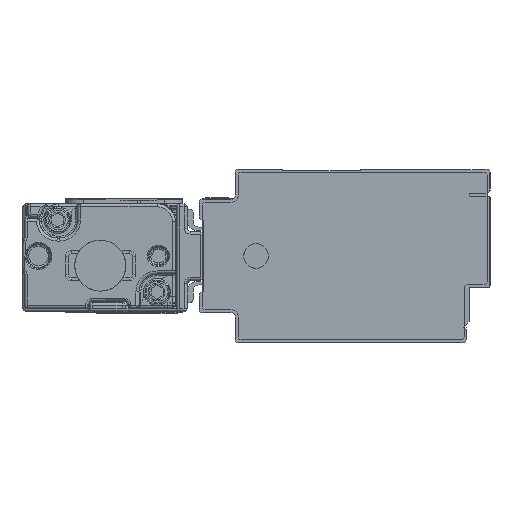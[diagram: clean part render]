
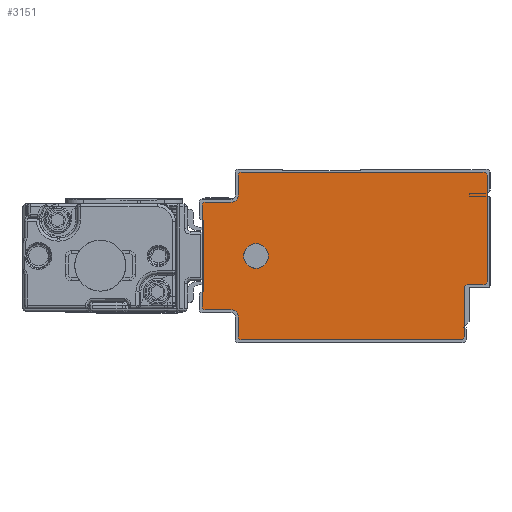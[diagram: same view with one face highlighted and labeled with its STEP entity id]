
A CAD part, left-side view. The second image highlights one B-rep face of the part: STEP entity #3151.
In plain terms, the highlighted planar face has unit normal (-1, 0, 0).
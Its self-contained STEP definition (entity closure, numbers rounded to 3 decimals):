
#1479=AXIS2_PLACEMENT_3D('Circle Axis2P3D',#1477,#1478,$) ;
#1517=AXIS2_PLACEMENT_3D('Circle Axis2P3D',#1515,#1516,$) ;
#1555=AXIS2_PLACEMENT_3D('Circle Axis2P3D',#1553,#1554,$) ;
#1593=AXIS2_PLACEMENT_3D('Circle Axis2P3D',#1591,#1592,$) ;
#3034=AXIS2_PLACEMENT_3D('Plane Axis2P3D',#3031,#3032,#3033) ;
#3038=AXIS2_PLACEMENT_3D('Circle Axis2P3D',#3036,#3037,$) ;
#3052=AXIS2_PLACEMENT_3D('Circle Axis2P3D',#3050,#3051,$) ;
#3066=AXIS2_PLACEMENT_3D('Circle Axis2P3D',#3064,#3065,$) ;
#3080=AXIS2_PLACEMENT_3D('Circle Axis2P3D',#3078,#3079,$) ;
#3094=AXIS2_PLACEMENT_3D('Circle Axis2P3D',#3092,#3093,$) ;
#3108=AXIS2_PLACEMENT_3D('Circle Axis2P3D',#3106,#3107,$) ;
#3135=AXIS2_PLACEMENT_3D('Circle Axis2P3D',#3133,#3134,$) ;
#3144=AXIS2_PLACEMENT_3D('Circle Axis2P3D',#3142,#3143,$) ;
#1435=CARTESIAN_POINT('Line Origine',(-975.5,44.,14.5)) ;
#1439=CARTESIAN_POINT('Vertex',(-975.5,44.,6.)) ;
#1441=CARTESIAN_POINT('Vertex',(-975.5,44.,23.)) ;
#1477=CARTESIAN_POINT('Axis2P3D Location',(-975.5,43.5,23.)) ;
#1481=CARTESIAN_POINT('Vertex',(-975.5,43.5,23.5)) ;
#1496=CARTESIAN_POINT('Line Origine',(-975.5,41.25,23.5)) ;
#1500=CARTESIAN_POINT('Vertex',(-975.5,39.,23.5)) ;
#1515=CARTESIAN_POINT('Axis2P3D Location',(-975.5,39.,24.5)) ;
#1519=CARTESIAN_POINT('Vertex',(-975.5,38.,24.5)) ;
#1534=CARTESIAN_POINT('Line Origine',(-975.5,38.,26.25)) ;
#1538=CARTESIAN_POINT('Vertex',(-975.5,38.,28.)) ;
#1553=CARTESIAN_POINT('Axis2P3D Location',(-975.5,37.5,28.)) ;
#1557=CARTESIAN_POINT('Vertex',(-975.5,37.5,28.5)) ;
#1572=CARTESIAN_POINT('Line Origine',(-975.5,17.25,28.5)) ;
#1576=CARTESIAN_POINT('Vertex',(-975.5,-3.,28.5)) ;
#1591=CARTESIAN_POINT('Axis2P3D Location',(-975.5,-3.,28.)) ;
#1595=CARTESIAN_POINT('Vertex',(-975.5,-3.5,28.)) ;
#1610=CARTESIAN_POINT('Line Origine',(-975.5,-3.5,19.1)) ;
#1614=CARTESIAN_POINT('Vertex',(-975.5,-3.5,10.2)) ;
#3031=CARTESIAN_POINT('Axis2P3D Location',(-975.5,0.,0.)) ;
#3036=CARTESIAN_POINT('Axis2P3D Location',(-975.5,43.5,6.)) ;
#3040=CARTESIAN_POINT('Vertex',(-975.5,43.5,5.5)) ;
#3043=CARTESIAN_POINT('Line Origine',(-975.5,41.25,5.5)) ;
#3047=CARTESIAN_POINT('Vertex',(-975.5,39.,5.5)) ;
#3050=CARTESIAN_POINT('Axis2P3D Location',(-975.5,39.,4.5)) ;
#3054=CARTESIAN_POINT('Vertex',(-975.5,38.,4.5)) ;
#3057=CARTESIAN_POINT('Line Origine',(-975.5,38.,2.75)) ;
#3061=CARTESIAN_POINT('Vertex',(-975.5,38.,1.)) ;
#3064=CARTESIAN_POINT('Axis2P3D Location',(-975.5,37.5,1.)) ;
#3068=CARTESIAN_POINT('Vertex',(-975.5,37.5,0.5)) ;
#3071=CARTESIAN_POINT('Line Origine',(-975.5,19.15,0.5)) ;
#3075=CARTESIAN_POINT('Vertex',(-975.5,0.8,0.5)) ;
#3078=CARTESIAN_POINT('Axis2P3D Location',(-975.5,0.8,1.)) ;
#3082=CARTESIAN_POINT('Vertex',(-975.5,0.3,1.)) ;
#3085=CARTESIAN_POINT('Line Origine',(-975.5,0.3,5.1)) ;
#3089=CARTESIAN_POINT('Vertex',(-975.5,0.3,9.2)) ;
#3092=CARTESIAN_POINT('Axis2P3D Location',(-975.5,-0.2,9.2)) ;
#3096=CARTESIAN_POINT('Vertex',(-975.5,-0.2,9.7)) ;
#3099=CARTESIAN_POINT('Line Origine',(-975.5,-1.6,9.7)) ;
#3103=CARTESIAN_POINT('Vertex',(-975.5,-3.,9.7)) ;
#3106=CARTESIAN_POINT('Axis2P3D Location',(-975.5,-3.,10.2)) ;
#3133=CARTESIAN_POINT('Axis2P3D Location',(-975.5,35.,14.5)) ;
#3137=CARTESIAN_POINT('Vertex',(-975.5,33.186,13.509)) ;
#3139=CARTESIAN_POINT('Vertex',(-975.5,36.814,15.491)) ;
#3142=CARTESIAN_POINT('Axis2P3D Location',(-975.5,35.,14.5)) ;
#1436=DIRECTION('Vector Direction',(0.,0.,1.)) ;
#1478=DIRECTION('Axis2P3D Direction',(1.,0.,0.)) ;
#1497=DIRECTION('Vector Direction',(0.,1.,0.)) ;
#1516=DIRECTION('Axis2P3D Direction',(1.,0.,0.)) ;
#1535=DIRECTION('Vector Direction',(0.,0.,1.)) ;
#1554=DIRECTION('Axis2P3D Direction',(1.,0.,0.)) ;
#1573=DIRECTION('Vector Direction',(0.,1.,0.)) ;
#1592=DIRECTION('Axis2P3D Direction',(1.,0.,-0.)) ;
#1611=DIRECTION('Vector Direction',(0.,0.,-1.)) ;
#3032=DIRECTION('Axis2P3D Direction',(1.,0.,0.)) ;
#3033=DIRECTION('Axis2P3D XDirection',(0.,1.,0.)) ;
#3037=DIRECTION('Axis2P3D Direction',(1.,0.,0.)) ;
#3044=DIRECTION('Vector Direction',(0.,-1.,0.)) ;
#3051=DIRECTION('Axis2P3D Direction',(1.,0.,0.)) ;
#3058=DIRECTION('Vector Direction',(0.,0.,1.)) ;
#3065=DIRECTION('Axis2P3D Direction',(1.,0.,0.)) ;
#3072=DIRECTION('Vector Direction',(0.,-1.,0.)) ;
#3079=DIRECTION('Axis2P3D Direction',(1.,0.,0.)) ;
#3086=DIRECTION('Vector Direction',(0.,0.,-1.)) ;
#3093=DIRECTION('Axis2P3D Direction',(1.,0.,0.)) ;
#3100=DIRECTION('Vector Direction',(0.,1.,0.)) ;
#3107=DIRECTION('Axis2P3D Direction',(1.,0.,0.)) ;
#3134=DIRECTION('Axis2P3D Direction',(1.,0.,0.)) ;
#3143=DIRECTION('Axis2P3D Direction',(1.,0.,0.)) ;
#1437=VECTOR('Line Direction',#1436,1.) ;
#1498=VECTOR('Line Direction',#1497,1.) ;
#1536=VECTOR('Line Direction',#1535,1.) ;
#1574=VECTOR('Line Direction',#1573,1.) ;
#1612=VECTOR('Line Direction',#1611,1.) ;
#3045=VECTOR('Line Direction',#3044,1.) ;
#3059=VECTOR('Line Direction',#3058,1.) ;
#3073=VECTOR('Line Direction',#3072,1.) ;
#3087=VECTOR('Line Direction',#3086,1.) ;
#3101=VECTOR('Line Direction',#3100,1.) ;
#3112=ORIENTED_EDGE('',*,*,#1578,.F.) ;
#3113=ORIENTED_EDGE('',*,*,#1559,.F.) ;
#3114=ORIENTED_EDGE('',*,*,#1540,.F.) ;
#3115=ORIENTED_EDGE('',*,*,#1521,.F.) ;
#3116=ORIENTED_EDGE('',*,*,#1502,.F.) ;
#3117=ORIENTED_EDGE('',*,*,#1483,.F.) ;
#3118=ORIENTED_EDGE('',*,*,#1443,.F.) ;
#3119=ORIENTED_EDGE('',*,*,#3042,.F.) ;
#3120=ORIENTED_EDGE('',*,*,#3049,.F.) ;
#3121=ORIENTED_EDGE('',*,*,#3056,.F.) ;
#3122=ORIENTED_EDGE('',*,*,#3063,.F.) ;
#3123=ORIENTED_EDGE('',*,*,#3070,.F.) ;
#3124=ORIENTED_EDGE('',*,*,#3077,.F.) ;
#3125=ORIENTED_EDGE('',*,*,#3084,.F.) ;
#3126=ORIENTED_EDGE('',*,*,#3091,.F.) ;
#3127=ORIENTED_EDGE('',*,*,#3098,.F.) ;
#3128=ORIENTED_EDGE('',*,*,#3105,.F.) ;
#3129=ORIENTED_EDGE('',*,*,#3110,.F.) ;
#3130=ORIENTED_EDGE('',*,*,#1616,.F.) ;
#3131=ORIENTED_EDGE('',*,*,#1597,.F.) ;
#3148=ORIENTED_EDGE('',*,*,#3141,.T.) ;
#3149=ORIENTED_EDGE('',*,*,#3146,.T.) ;
#3150=FACE_BOUND('',#3147,.T.) ;
#3151=ADVANCED_FACE('\X2\FF8EFF9EFF83FF9EFF68FF70\X0\.2',(#3132,#3150),#3035,.F.) ;
#1480=CIRCLE('generated circle',#1479,0.5) ;
#1518=CIRCLE('generated circle',#1517,1.) ;
#1556=CIRCLE('generated circle',#1555,0.5) ;
#1594=CIRCLE('generated circle',#1593,0.5) ;
#3039=CIRCLE('generated circle',#3038,0.5) ;
#3053=CIRCLE('generated circle',#3052,1.) ;
#3067=CIRCLE('generated circle',#3066,0.5) ;
#3081=CIRCLE('generated circle',#3080,0.5) ;
#3095=CIRCLE('generated circle',#3094,0.5) ;
#3109=CIRCLE('generated circle',#3108,0.5) ;
#3136=CIRCLE('generated circle',#3135,2.067) ;
#3145=CIRCLE('generated circle',#3144,2.067) ;
#1443=EDGE_CURVE('',#1440,#1442,#1438,.T.) ;
#1483=EDGE_CURVE('',#1442,#1482,#1480,.T.) ;
#1502=EDGE_CURVE('',#1482,#1501,#1499,.F.) ;
#1521=EDGE_CURVE('',#1501,#1520,#1518,.F.) ;
#1540=EDGE_CURVE('',#1520,#1539,#1537,.T.) ;
#1559=EDGE_CURVE('',#1539,#1558,#1556,.T.) ;
#1578=EDGE_CURVE('',#1558,#1577,#1575,.F.) ;
#1597=EDGE_CURVE('',#1577,#1596,#1594,.T.) ;
#1616=EDGE_CURVE('',#1596,#1615,#1613,.T.) ;
#3042=EDGE_CURVE('',#3041,#1440,#3039,.T.) ;
#3049=EDGE_CURVE('',#3048,#3041,#3046,.F.) ;
#3056=EDGE_CURVE('',#3055,#3048,#3053,.F.) ;
#3063=EDGE_CURVE('',#3062,#3055,#3060,.T.) ;
#3070=EDGE_CURVE('',#3069,#3062,#3067,.T.) ;
#3077=EDGE_CURVE('',#3076,#3069,#3074,.F.) ;
#3084=EDGE_CURVE('',#3083,#3076,#3081,.T.) ;
#3091=EDGE_CURVE('',#3090,#3083,#3088,.T.) ;
#3098=EDGE_CURVE('',#3097,#3090,#3095,.F.) ;
#3105=EDGE_CURVE('',#3104,#3097,#3102,.T.) ;
#3110=EDGE_CURVE('',#1615,#3104,#3109,.T.) ;
#3141=EDGE_CURVE('',#3138,#3140,#3136,.T.) ;
#3146=EDGE_CURVE('',#3140,#3138,#3145,.T.) ;
#3111=EDGE_LOOP('',(#3112,#3113,#3114,#3115,#3116,#3117,#3118,#3119,#3120,#3121,#3122,#3123,#3124,#3125,#3126,#3127,#3128,#3129,#3130,#3131)) ;
#3147=EDGE_LOOP('',(#3148,#3149)) ;
#3132=FACE_OUTER_BOUND('',#3111,.T.) ;
#1438=LINE('Line',#1435,#1437) ;
#1499=LINE('Line',#1496,#1498) ;
#1537=LINE('Line',#1534,#1536) ;
#1575=LINE('Line',#1572,#1574) ;
#1613=LINE('Line',#1610,#1612) ;
#3046=LINE('Line',#3043,#3045) ;
#3060=LINE('Line',#3057,#3059) ;
#3074=LINE('Line',#3071,#3073) ;
#3088=LINE('Line',#3085,#3087) ;
#3102=LINE('Line',#3099,#3101) ;
#3035=PLANE('Plane',#3034) ;
#1440=VERTEX_POINT('',#1439) ;
#1442=VERTEX_POINT('',#1441) ;
#1482=VERTEX_POINT('',#1481) ;
#1501=VERTEX_POINT('',#1500) ;
#1520=VERTEX_POINT('',#1519) ;
#1539=VERTEX_POINT('',#1538) ;
#1558=VERTEX_POINT('',#1557) ;
#1577=VERTEX_POINT('',#1576) ;
#1596=VERTEX_POINT('',#1595) ;
#1615=VERTEX_POINT('',#1614) ;
#3041=VERTEX_POINT('',#3040) ;
#3048=VERTEX_POINT('',#3047) ;
#3055=VERTEX_POINT('',#3054) ;
#3062=VERTEX_POINT('',#3061) ;
#3069=VERTEX_POINT('',#3068) ;
#3076=VERTEX_POINT('',#3075) ;
#3083=VERTEX_POINT('',#3082) ;
#3090=VERTEX_POINT('',#3089) ;
#3097=VERTEX_POINT('',#3096) ;
#3104=VERTEX_POINT('',#3103) ;
#3138=VERTEX_POINT('',#3137) ;
#3140=VERTEX_POINT('',#3139) ;
